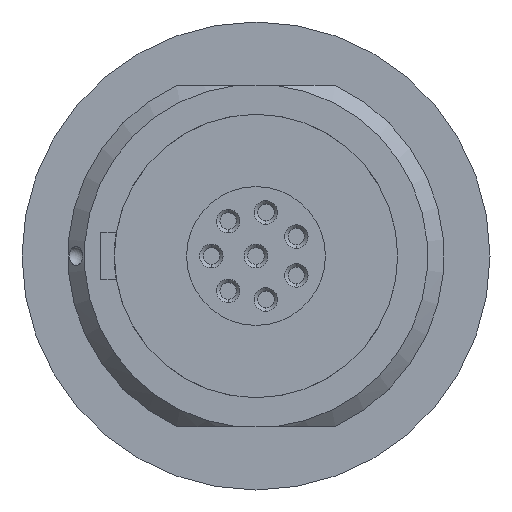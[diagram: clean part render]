
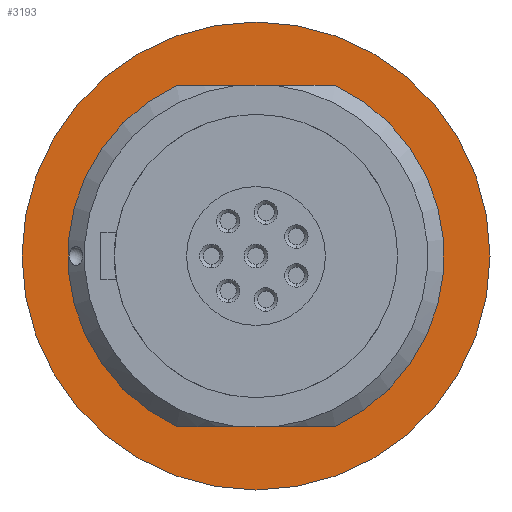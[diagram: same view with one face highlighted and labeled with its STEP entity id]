
A CAD part, left-side view. The second image highlights one B-rep face of the part: STEP entity #3193.
In plain terms, the highlighted planar face has unit normal (-1, 0, 0).
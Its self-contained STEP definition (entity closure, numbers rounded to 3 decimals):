
#363=CARTESIAN_POINT('',(-6.1,0.,0.));
#364=DIRECTION('',(-1.,0.,0.));
#365=DIRECTION('',(0.,1.,0.));
#366=AXIS2_PLACEMENT_3D('',#363,#364,#365);
#368=CARTESIAN_POINT('',(-6.1,0.,0.));
#369=DIRECTION('',(1.,0.,0.));
#370=DIRECTION('',(0.,1.,0.));
#371=AXIS2_PLACEMENT_3D('',#368,#369,#370);
#373=DIRECTION('',(0.,1.,0.));
#374=VECTOR('',#373,6.764);
#375=CARTESIAN_POINT('',(-6.1,-3.382,-7.25));
#376=LINE('',#375,#374);
#381=CARTESIAN_POINT('',(-6.1,0.,0.));
#382=DIRECTION('',(1.,0.,0.));
#383=DIRECTION('',(0.,0.423,-0.906));
#384=AXIS2_PLACEMENT_3D('',#381,#382,#383);
#390=CARTESIAN_POINT('',(-6.1,0.,0.));
#391=DIRECTION('',(1.,0.,0.));
#392=DIRECTION('',(0.,-0.423,0.906));
#393=AXIS2_PLACEMENT_3D('',#390,#391,#392);
#530=DIRECTION('',(0.,1.,0.));
#531=VECTOR('',#530,6.764);
#532=CARTESIAN_POINT('',(-6.1,-3.382,7.25));
#533=LINE('',#532,#531);
#2655=CARTESIAN_POINT('',(-6.1,-3.382,-7.25));
#2656=CARTESIAN_POINT('',(-6.1,3.382,-7.25));
#2657=VERTEX_POINT('',#2655);
#2658=VERTEX_POINT('',#2656);
#2659=CARTESIAN_POINT('',(-6.1,-3.382,7.25));
#2660=CARTESIAN_POINT('',(-6.1,3.382,7.25));
#2661=VERTEX_POINT('',#2659);
#2662=VERTEX_POINT('',#2660);
#2685=CARTESIAN_POINT('',(-6.1,9.95,0.));
#2686=CARTESIAN_POINT('',(-6.1,-9.95,0.));
#2687=VERTEX_POINT('',#2685);
#2688=VERTEX_POINT('',#2686);
#3174=CARTESIAN_POINT('',(-6.1,0.,0.));
#3175=DIRECTION('',(1.,0.,0.));
#3176=DIRECTION('',(0.,-1.,0.));
#3177=AXIS2_PLACEMENT_3D('',#3174,#3175,#3176);
#3178=PLANE('',#3177);
#3179=ORIENTED_EDGE('',*,*,#3156,.F.);
#3180=ORIENTED_EDGE('',*,*,#3141,.T.);
#3181=EDGE_LOOP('',(#3179,#3180));
#3182=FACE_OUTER_BOUND('',#3181,.F.);
#3184=ORIENTED_EDGE('',*,*,#3183,.F.);
#3186=ORIENTED_EDGE('',*,*,#3185,.F.);
#3188=ORIENTED_EDGE('',*,*,#3187,.F.);
#3190=ORIENTED_EDGE('',*,*,#3189,.T.);
#3191=EDGE_LOOP('',(#3184,#3186,#3188,#3190));
#3192=FACE_BOUND('',#3191,.F.);
#3193=ADVANCED_FACE('',(#3182,#3192),#3178,.F.);
#367=CIRCLE('',#366,9.95);
#372=CIRCLE('',#371,9.95);
#385=CIRCLE('',#384,8.);
#394=CIRCLE('',#393,8.);
#3141=EDGE_CURVE('',#2687,#2688,#372,.T.);
#3156=EDGE_CURVE('',#2687,#2688,#367,.T.);
#3183=EDGE_CURVE('',#2658,#2662,#385,.T.);
#3185=EDGE_CURVE('',#2657,#2658,#376,.T.);
#3187=EDGE_CURVE('',#2661,#2657,#394,.T.);
#3189=EDGE_CURVE('',#2661,#2662,#533,.T.);
